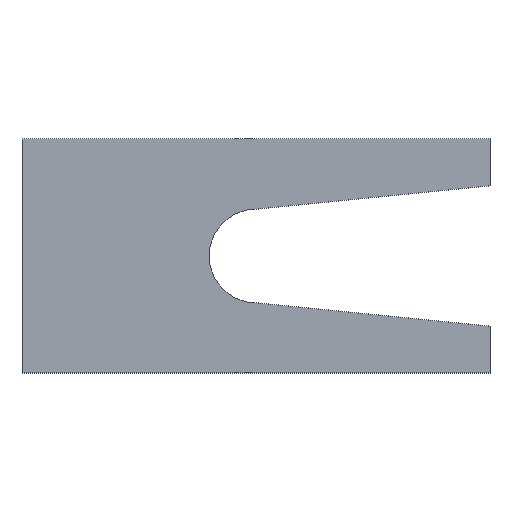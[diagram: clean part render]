
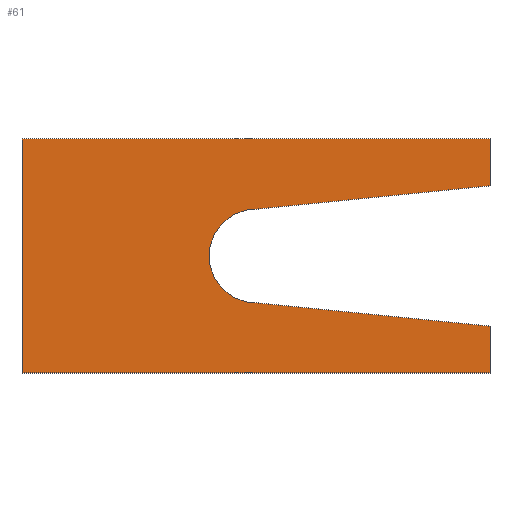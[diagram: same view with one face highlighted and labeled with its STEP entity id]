
A CAD part, top view. The second image highlights one B-rep face of the part: STEP entity #61.
In plain terms, the highlighted planar face has unit normal (0, 0, 1).
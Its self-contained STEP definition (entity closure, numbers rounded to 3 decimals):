
#61=ADVANCED_FACE('',(#119),#121,.T.);
#119=FACE_BOUND('',#120,.T.);
#120=EDGE_LOOP('',(#165,#166,#167,#168,#169,#170,#171,#172));
#121=PLANE('',#122);
#122=AXIS2_PLACEMENT_3D('',#123,#124,#125);
#123=CARTESIAN_POINT('',(0.,0.,1.));
#124=DIRECTION('',(0.,0.,1.));
#125=DIRECTION('',(1.,0.,0.));
#165=ORIENTED_EDGE('',*,*,#183,.T.);
#166=ORIENTED_EDGE('',*,*,#187,.T.);
#167=ORIENTED_EDGE('',*,*,#190,.T.);
#168=ORIENTED_EDGE('',*,*,#193,.T.);
#169=ORIENTED_EDGE('',*,*,#196,.T.);
#170=ORIENTED_EDGE('',*,*,#199,.T.);
#171=ORIENTED_EDGE('',*,*,#202,.T.);
#172=ORIENTED_EDGE('',*,*,#204,.T.);
#183=EDGE_CURVE('',#210,#208,#211,.T.);
#187=EDGE_CURVE('',#208,#215,#217,.T.);
#190=EDGE_CURVE('',#215,#220,#222,.T.);
#193=EDGE_CURVE('',#220,#225,#227,.T.);
#196=EDGE_CURVE('',#225,#230,#232,.T.);
#199=EDGE_CURVE('',#230,#235,#237,.T.);
#202=EDGE_CURVE('',#235,#240,#242,.T.);
#204=EDGE_CURVE('',#240,#210,#244,.T.);
#208=VERTEX_POINT('',#250);
#210=VERTEX_POINT('',#254);
#211=LINE('',#255,#256);
#215=VERTEX_POINT('',#265);
#217=LINE('',#269,#270);
#220=VERTEX_POINT('',#276);
#222=LINE('',#280,#281);
#225=VERTEX_POINT('',#287);
#227=LINE('',#291,#292);
#230=VERTEX_POINT('',#298);
#232=LINE('',#302,#303);
#235=VERTEX_POINT('',#309);
#237=LINE('',#313,#314);
#240=VERTEX_POINT('',#320);
#242=LINE('',#324,#325);
#244=CIRCLE('',#331,20.);
#250=CARTESIAN_POINT('',(200.,80.,1.));
#254=CARTESIAN_POINT('',(100.,70.,1.));
#255=CARTESIAN_POINT('',(100.,70.,1.));
#256=VECTOR('',#257,1.);
#257=DIRECTION('',(0.995,0.1,0.));
#265=CARTESIAN_POINT('',(200.,100.,1.));
#269=CARTESIAN_POINT('',(200.,80.,1.));
#270=VECTOR('',#271,1.);
#271=DIRECTION('',(0.,1.,0.));
#276=CARTESIAN_POINT('',(0.,100.,1.));
#280=CARTESIAN_POINT('',(200.,100.,1.));
#281=VECTOR('',#282,1.);
#282=DIRECTION('',(-1.,0.,0.));
#287=CARTESIAN_POINT('',(0.,0.,1.));
#291=CARTESIAN_POINT('',(0.,100.,1.));
#292=VECTOR('',#293,1.);
#293=DIRECTION('',(0.,-1.,0.));
#298=CARTESIAN_POINT('',(200.,0.,1.));
#302=CARTESIAN_POINT('',(0.,0.,1.));
#303=VECTOR('',#304,1.);
#304=DIRECTION('',(1.,0.,0.));
#309=CARTESIAN_POINT('',(200.,20.,1.));
#313=CARTESIAN_POINT('',(200.,0.,1.));
#314=VECTOR('',#315,1.);
#315=DIRECTION('',(0.,1.,0.));
#320=CARTESIAN_POINT('',(100.,30.,1.));
#324=CARTESIAN_POINT('',(200.,20.,1.));
#325=VECTOR('',#326,1.);
#326=DIRECTION('',(-0.995,0.1,0.));
#331=AXIS2_PLACEMENT_3D('',#332,#333,#334);
#332=CARTESIAN_POINT('',(100.,50.,1.));
#333=DIRECTION('',(0.,0.,-1.));
#334=DIRECTION('',(0.,-1.,0.));
